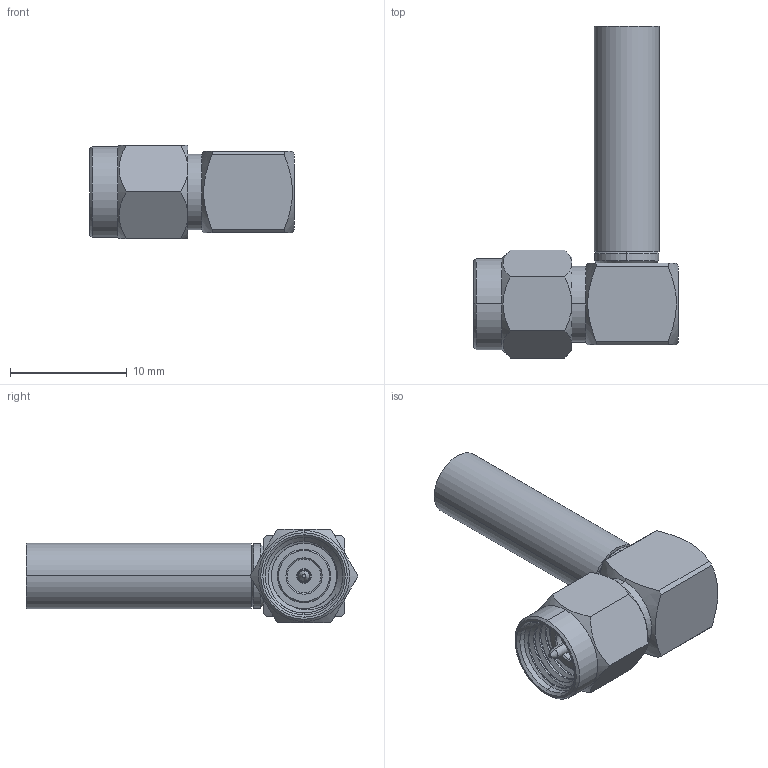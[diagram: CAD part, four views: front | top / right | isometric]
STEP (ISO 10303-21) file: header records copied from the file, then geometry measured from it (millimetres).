
FILE_DESCRIPTION((''),'2;1');
FILE_NAME('SMA1112A5-002-3GT5GP-_SW0001','2016-08-31T',('michelle.zhang'),(''),'PRO/ENGINEER BY PARAMETRIC TECHNOLOGY CORPORATION, 2014440','PRO/ENGINEER BY PARAMETRIC TECHNOLOGY CORPORATION, 2014440','');
FILE_SCHEMA(('CONFIG_CONTROL_DESIGN'));
Length unit declared in the file: millimetre
Products named in the file (1): SMA1112A5-002-3GT5GP-_SW0001
Bounding box: 17.5 x 28.42 x 8 mm (x, y, z)
Volume: 801.7 mm3; surface area: 2145.3 mm2
Topology: 2 solids, 4 shells, 215 faces, 523 edges, 330 vertices
Faces by surface type: cylinder 76, cone 60, plane 53, bspline 24, torus 2
Entity records: 11155 total; most frequent: CARTESIAN_POINT 6237, ORIENTED_EDGE 1046, DIRECTION 962, EDGE_CURVE 523, AXIS2_PLACEMENT_3D 396, VERTEX_POINT 330, EDGE_LOOP 243, FACE_OUTER_BOUND 215
